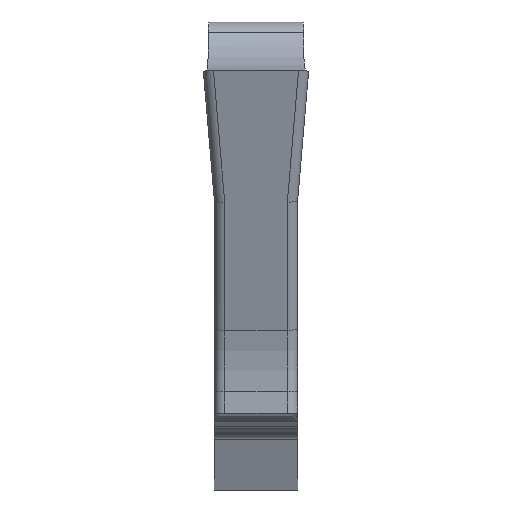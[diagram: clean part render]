
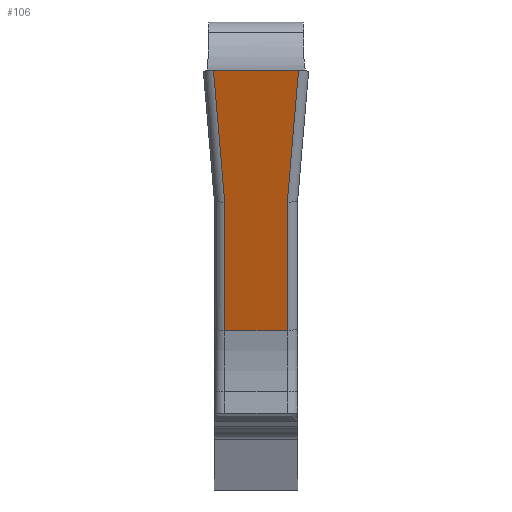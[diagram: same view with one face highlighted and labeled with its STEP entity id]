
A CAD part, front view. The second image highlights one B-rep face of the part: STEP entity #106.
In plain terms, the highlighted planar face has unit normal (0, -0.956, -0.292).
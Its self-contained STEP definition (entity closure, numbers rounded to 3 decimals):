
#106=ADVANCED_FACE('',(#164),#148,.F.);
#148=PLANE('',#857);
#164=FACE_OUTER_BOUND('',#206,.T.);
#206=EDGE_LOOP('',(#248,#249,#250,#251,#252,#253));
#248=ORIENTED_EDGE('',*,*,#556,.T.);
#249=ORIENTED_EDGE('',*,*,#557,.T.);
#250=ORIENTED_EDGE('',*,*,#558,.T.);
#251=ORIENTED_EDGE('',*,*,#559,.T.);
#252=ORIENTED_EDGE('',*,*,#560,.T.);
#253=ORIENTED_EDGE('',*,*,#561,.T.);
#480=VERTEX_POINT('',#1246);
#481=VERTEX_POINT('',#1247);
#482=VERTEX_POINT('',#1249);
#483=VERTEX_POINT('',#1251);
#484=VERTEX_POINT('',#1253);
#485=VERTEX_POINT('',#1255);
#556=EDGE_CURVE('',#480,#481,#672,.T.);
#557=EDGE_CURVE('',#481,#482,#673,.T.);
#558=EDGE_CURVE('',#482,#483,#674,.T.);
#559=EDGE_CURVE('',#483,#484,#675,.T.);
#560=EDGE_CURVE('',#484,#485,#676,.T.);
#561=EDGE_CURVE('',#485,#480,#677,.T.);
#672=LINE('',#1245,#738);
#673=LINE('',#1248,#739);
#674=LINE('',#1250,#740);
#675=LINE('',#1252,#741);
#676=LINE('',#1254,#742);
#677=LINE('',#1256,#743);
#738=VECTOR('',#943,1.);
#739=VECTOR('',#944,1.);
#740=VECTOR('',#945,1.);
#741=VECTOR('',#946,1.);
#742=VECTOR('',#947,1.);
#743=VECTOR('',#948,1.);
#857=AXIS2_PLACEMENT_3D('',#1257,#949,#950);
#943=DIRECTION('',(0.081,-0.291,0.953));
#944=DIRECTION('',(-1.,0.,0.));
#945=DIRECTION('',(0.081,0.291,-0.953));
#946=DIRECTION('',(0.,0.292,-0.956));
#947=DIRECTION('',(1.,0.,0.));
#948=DIRECTION('',(0.,-0.292,0.956));
#949=DIRECTION('',(0.,0.956,0.292));
#950=DIRECTION('',(0.,-0.292,0.956));
#1245=CARTESIAN_POINT('',(0.408,-4.002,0.008));
#1246=CARTESIAN_POINT('',(0.3,-3.614,-1.262));
#1247=CARTESIAN_POINT('',(0.408,-4.,0.));
#1248=CARTESIAN_POINT('',(19.149,-4.,0.));
#1249=CARTESIAN_POINT('',(-0.408,-4.,0.));
#1250=CARTESIAN_POINT('',(-0.296,-3.601,-1.305));
#1251=CARTESIAN_POINT('',(-0.3,-3.614,-1.262));
#1252=CARTESIAN_POINT('',(-0.3,-3.237,-2.494));
#1253=CARTESIAN_POINT('',(-0.3,-3.237,-2.494));
#1254=CARTESIAN_POINT('',(0.3,-3.237,-2.494));
#1255=CARTESIAN_POINT('',(0.3,-3.237,-2.494));
#1256=CARTESIAN_POINT('',(0.3,-3.599,-1.313));
#1257=CARTESIAN_POINT('',(19.149,-3.5,-1.635));
